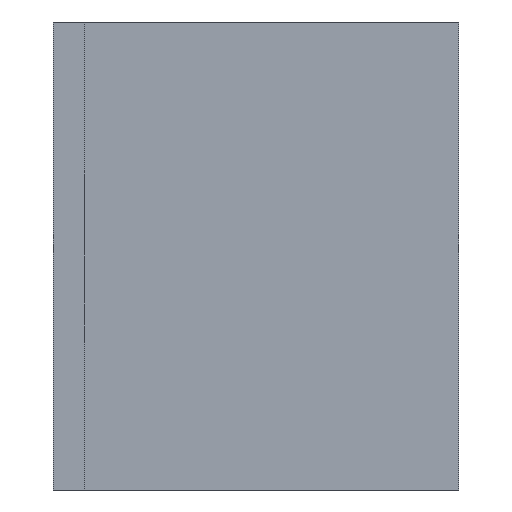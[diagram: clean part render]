
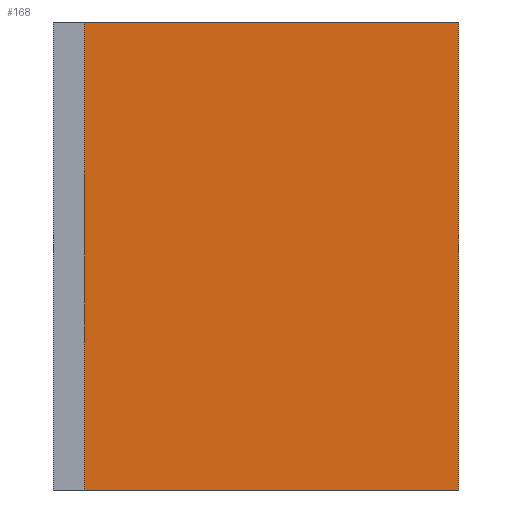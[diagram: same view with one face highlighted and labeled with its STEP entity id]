
A CAD part, left-side view. The second image highlights one B-rep face of the part: STEP entity #168.
In plain terms, the highlighted planar face has unit normal (-1, 0, 0).
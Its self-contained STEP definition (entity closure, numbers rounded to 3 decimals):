
#4 = FACE_OUTER_BOUND ( 'NONE', #627, .T. ) ;
#19 = ORIENTED_EDGE ( 'NONE', *, *, #550, .T. ) ;
#44 = VERTEX_POINT ( 'NONE', #182 ) ;
#54 = LINE ( 'NONE', #121, #350 ) ;
#91 = ORIENTED_EDGE ( 'NONE', *, *, #258, .T. ) ;
#100 = CARTESIAN_POINT ( 'NONE',  ( 31., -2., 0. ) ) ;
#103 = VECTOR ( 'NONE', #847, 1000. ) ;
#121 = CARTESIAN_POINT ( 'NONE',  ( 31., 0., -30. ) ) ;
#136 = LINE ( 'NONE', #270, #172 ) ;
#139 = DIRECTION ( 'NONE',  ( 0., 0., 1. ) ) ;
#156 = ORIENTED_EDGE ( 'NONE', *, *, #409, .T. ) ;
#168 = ADVANCED_FACE ( 'NONE', ( #4 ), #721, .T. ) ;
#172 = VECTOR ( 'NONE', #666, 1000. ) ;
#182 = CARTESIAN_POINT ( 'NONE',  ( 31., -2., 0. ) ) ;
#227 = LINE ( 'NONE', #100, #477 ) ;
#231 = DIRECTION ( 'NONE',  ( 0., 1., 0. ) ) ;
#258 = EDGE_CURVE ( 'NONE', #458, #513, #136, .T. ) ;
#261 = CARTESIAN_POINT ( 'NONE',  ( 31., 22., 0. ) ) ;
#270 = CARTESIAN_POINT ( 'NONE',  ( 31., 22., 0. ) ) ;
#306 = LINE ( 'NONE', #706, #103 ) ;
#338 = DIRECTION ( 'NONE',  ( -1., 0., 0. ) ) ;
#346 = CARTESIAN_POINT ( 'NONE',  ( 31., -2., -30. ) ) ;
#350 = VECTOR ( 'NONE', #231, 1000. ) ;
#372 = VERTEX_POINT ( 'NONE', #346 ) ;
#397 = ORIENTED_EDGE ( 'NONE', *, *, #849, .F. ) ;
#409 = EDGE_CURVE ( 'NONE', #372, #44, #227, .T. ) ;
#458 = VERTEX_POINT ( 'NONE', #771 ) ;
#477 = VECTOR ( 'NONE', #687, 1000. ) ;
#513 = VERTEX_POINT ( 'NONE', #514 ) ;
#514 = CARTESIAN_POINT ( 'NONE',  ( 31., 22., -30. ) ) ;
#550 = EDGE_CURVE ( 'NONE', #44, #458, #306, .T. ) ;
#627 = EDGE_LOOP ( 'NONE', ( #19, #91, #397, #156 ) ) ;
#666 = DIRECTION ( 'NONE',  ( 0., 0., -1. ) ) ;
#687 = DIRECTION ( 'NONE',  ( 0., 0., 1. ) ) ;
#706 = CARTESIAN_POINT ( 'NONE',  ( 31., 0., 0. ) ) ;
#721 = PLANE ( 'NONE',  #834 ) ;
#771 = CARTESIAN_POINT ( 'NONE',  ( 31., 22., 0. ) ) ;
#834 = AXIS2_PLACEMENT_3D ( 'NONE', #261, #338, #139 ) ;
#847 = DIRECTION ( 'NONE',  ( 0., 1., 0. ) ) ;
#849 = EDGE_CURVE ( 'NONE', #372, #513, #54, .T. ) ;
